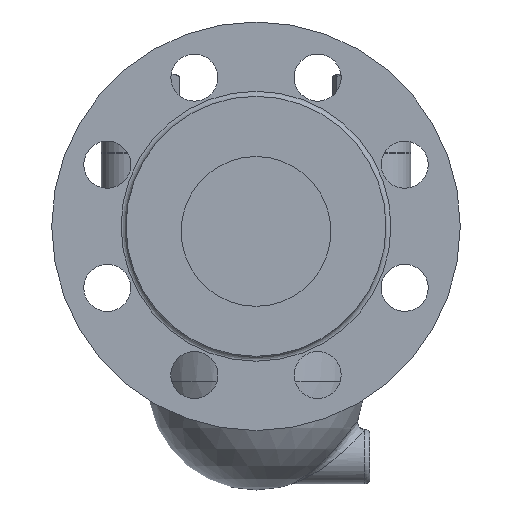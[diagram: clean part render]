
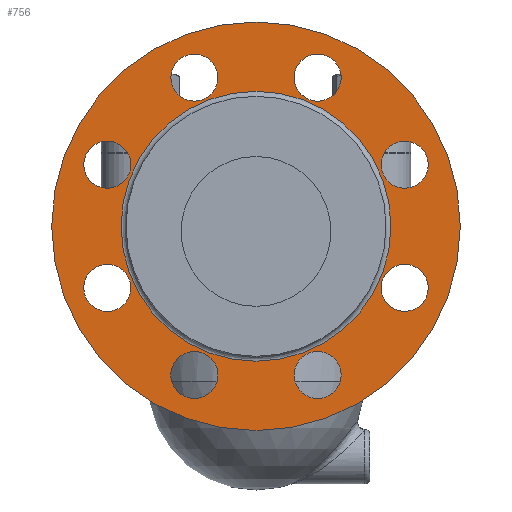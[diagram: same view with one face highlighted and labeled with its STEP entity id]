
A CAD part, left-side view. The second image highlights one B-rep face of the part: STEP entity #756.
In plain terms, the highlighted free-form (B-spline) face has degree [1, 1] with [2, 2] control points.
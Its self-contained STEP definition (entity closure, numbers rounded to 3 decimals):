
#626=CARTESIAN_POINT('',(-138.,0.0,53.5));
#627=VERTEX_POINT('',#626);
#628=CARTESIAN_POINT('',(-138.,0.0,-1.));
#629=DIRECTION('',(-1.0,0.0,0.0));
#630=DIRECTION('',(0.0,0.0,-1.0));
#631=AXIS2_PLACEMENT_3D('',#628,#629,#630);
#632=CIRCLE('',#631,54.5);
#633=EDGE_CURVE('',#627,#627,#632,.T.);
#649=CARTESIAN_POINT('',(-138.,82.5,81.5));
#650=CARTESIAN_POINT('',(-138.,82.5,-83.5));
#651=CARTESIAN_POINT('',(-138.,-82.5,81.5));
#652=CARTESIAN_POINT('',(-138.,-82.5,-83.5));
#653=B_SPLINE_SURFACE_WITH_KNOTS('',1,1,((#649,#651),(#650,#652)),.UNSPECIFIED.,.F.,.F.,.U.,(2,2),(2,2),(0.0,165.0),(0.0,165.0),.UNSPECIFIED.);
#654=CARTESIAN_POINT('',(-138.,0.0,81.5));
#655=VERTEX_POINT('',#654);
#656=CARTESIAN_POINT('',(-138.,0.0,-1.));
#657=DIRECTION('',(-1.0,0.0,0.0));
#658=DIRECTION('',(0.0,0.0,1.0));
#659=AXIS2_PLACEMENT_3D('',#656,#657,#658);
#660=CIRCLE('',#659,82.5);
#661=EDGE_CURVE('',#655,#655,#660,.T.);
#662=ORIENTED_EDGE('',*,*,#661,.T.);
#663=EDGE_LOOP('',(#662));
#664=FACE_OUTER_BOUND('',#663,.T.);
#665=CARTESIAN_POINT('',(-138.,24.874,49.552));
#666=VERTEX_POINT('',#665);
#667=CARTESIAN_POINT('',(-138.,24.874,59.052));
#668=DIRECTION('',(1.0,0.0,0.0));
#669=DIRECTION('',(0.0,0.0,-1.0));
#670=AXIS2_PLACEMENT_3D('',#667,#668,#669);
#671=CIRCLE('',#670,9.5);
#672=EDGE_CURVE('',#666,#666,#671,.T.);
#673=ORIENTED_EDGE('',*,*,#672,.T.);
#674=EDGE_LOOP('',(#673));
#675=FACE_BOUND('',#674,.T.);
#676=CARTESIAN_POINT('',(-138.,53.335,17.157));
#677=VERTEX_POINT('',#676);
#678=CARTESIAN_POINT('',(-138.,60.052,23.874));
#679=DIRECTION('',(1.,0.,0.));
#680=DIRECTION('',(0.,-0.707,-0.707));
#681=AXIS2_PLACEMENT_3D('',#678,#679,#680);
#682=CIRCLE('',#681,9.5);
#683=EDGE_CURVE('',#677,#677,#682,.T.);
#684=ORIENTED_EDGE('',*,*,#683,.T.);
#685=EDGE_LOOP('',(#684));
#686=FACE_BOUND('',#685,.T.);
#687=CARTESIAN_POINT('',(-138.,50.552,-25.874));
#688=VERTEX_POINT('',#687);
#689=CARTESIAN_POINT('',(-138.,60.052,-25.874));
#690=DIRECTION('',(1.0,0.0,0.0));
#691=DIRECTION('',(0.0,-1.0,0.0));
#692=AXIS2_PLACEMENT_3D('',#689,#690,#691);
#693=CIRCLE('',#692,9.5);
#694=EDGE_CURVE('',#688,#688,#693,.T.);
#695=ORIENTED_EDGE('',*,*,#694,.T.);
#696=EDGE_LOOP('',(#695));
#697=FACE_BOUND('',#696,.T.);
#698=CARTESIAN_POINT('',(-138.,18.157,-54.335));
#699=VERTEX_POINT('',#698);
#700=CARTESIAN_POINT('',(-138.,24.874,-61.052));
#701=DIRECTION('',(1.,0.,0.));
#702=DIRECTION('',(0.,-0.707,0.707));
#703=AXIS2_PLACEMENT_3D('',#700,#701,#702);
#704=CIRCLE('',#703,9.5);
#705=EDGE_CURVE('',#699,#699,#704,.T.);
#706=ORIENTED_EDGE('',*,*,#705,.T.);
#707=EDGE_LOOP('',(#706));
#708=FACE_BOUND('',#707,.T.);
#709=CARTESIAN_POINT('',(-138.,-24.874,-51.552));
#710=VERTEX_POINT('',#709);
#711=CARTESIAN_POINT('',(-138.,-24.874,-61.052));
#712=DIRECTION('',(1.0,0.0,0.0));
#713=DIRECTION('',(0.0,0.0,1.0));
#714=AXIS2_PLACEMENT_3D('',#711,#712,#713);
#715=CIRCLE('',#714,9.5);
#716=EDGE_CURVE('',#710,#710,#715,.T.);
#717=ORIENTED_EDGE('',*,*,#716,.T.);
#718=EDGE_LOOP('',(#717));
#719=FACE_BOUND('',#718,.T.);
#720=CARTESIAN_POINT('',(-138.,-53.335,-19.157));
#721=VERTEX_POINT('',#720);
#722=CARTESIAN_POINT('',(-138.,-60.052,-25.874));
#723=DIRECTION('',(1.0,0.,0.));
#724=DIRECTION('',(0.,0.707,0.707));
#725=AXIS2_PLACEMENT_3D('',#722,#723,#724);
#726=CIRCLE('',#725,9.5);
#727=EDGE_CURVE('',#721,#721,#726,.T.);
#728=ORIENTED_EDGE('',*,*,#727,.T.);
#729=EDGE_LOOP('',(#728));
#730=FACE_BOUND('',#729,.T.);
#731=CARTESIAN_POINT('',(-138.,-50.552,23.874));
#732=VERTEX_POINT('',#731);
#733=CARTESIAN_POINT('',(-138.,-60.052,23.874));
#734=DIRECTION('',(1.0,0.0,0.0));
#735=DIRECTION('',(0.0,1.0,0.0));
#736=AXIS2_PLACEMENT_3D('',#733,#734,#735);
#737=CIRCLE('',#736,9.5);
#738=EDGE_CURVE('',#732,#732,#737,.T.);
#739=ORIENTED_EDGE('',*,*,#738,.T.);
#740=EDGE_LOOP('',(#739));
#741=FACE_BOUND('',#740,.T.);
#742=CARTESIAN_POINT('',(-138.,-18.157,52.335));
#743=VERTEX_POINT('',#742);
#744=CARTESIAN_POINT('',(-138.,-24.874,59.052));
#745=DIRECTION('',(1.0,0.,0.));
#746=DIRECTION('',(0.,0.707,-0.707));
#747=AXIS2_PLACEMENT_3D('',#744,#745,#746);
#748=CIRCLE('',#747,9.5);
#749=EDGE_CURVE('',#743,#743,#748,.T.);
#750=ORIENTED_EDGE('',*,*,#749,.T.);
#751=EDGE_LOOP('',(#750));
#752=FACE_BOUND('',#751,.T.);
#753=ORIENTED_EDGE('',*,*,#633,.F.);
#754=EDGE_LOOP('',(#753));
#755=FACE_BOUND('',#754,.T.);
#756=ADVANCED_FACE('',(#664,#675,#686,#697,#708,#719,#730,#741,#752,#755),#653,.T.);
